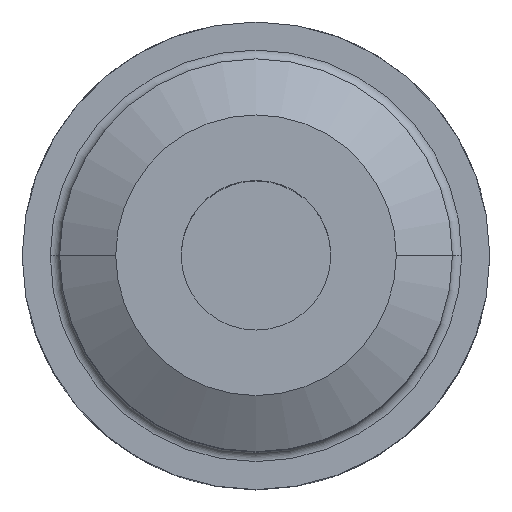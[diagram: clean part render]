
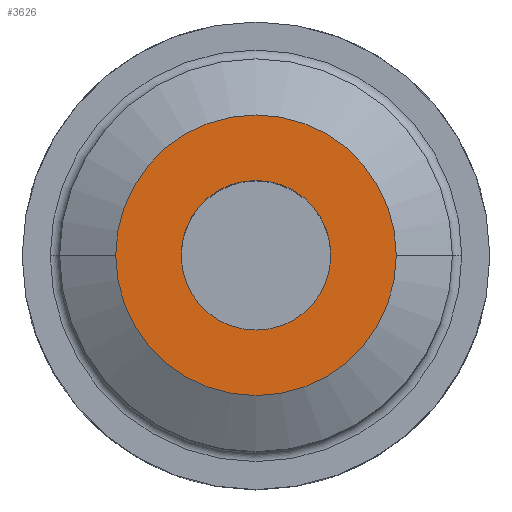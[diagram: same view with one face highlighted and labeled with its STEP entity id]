
A CAD part, top view. The second image highlights one B-rep face of the part: STEP entity #3626.
In plain terms, the highlighted planar face has unit normal (0, 0, 1).
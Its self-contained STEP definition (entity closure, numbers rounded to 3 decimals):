
#256 = VERTEX_POINT ( 'NONE', #2915 ) ;
#348 = PLANE ( 'NONE',  #1480 ) ;
#394 = CIRCLE ( 'NONE', #3631, 8. ) ;
#612 = CARTESIAN_POINT ( 'NONE',  ( 0., 0., 55. ) ) ;
#695 = CARTESIAN_POINT ( 'NONE',  ( -8., 0., 55. ) ) ;
#853 = ORIENTED_EDGE ( 'NONE', *, *, #1750, .F. ) ;
#907 = EDGE_LOOP ( 'NONE', ( #853, #4801 ) ) ;
#950 = VERTEX_POINT ( 'NONE', #4582 ) ;
#954 = EDGE_CURVE ( 'NONE', #950, #3176, #3400, .T. ) ;
#1004 = DIRECTION ( 'NONE',  ( -1., 0., 0. ) ) ;
#1135 = CARTESIAN_POINT ( 'NONE',  ( 0., 15., 55. ) ) ;
#1480 = AXIS2_PLACEMENT_3D ( 'NONE', #1135, #4184, #1905 ) ;
#1562 = EDGE_LOOP ( 'NONE', ( #1781, #2744 ) ) ;
#1750 = EDGE_CURVE ( 'NONE', #3176, #950, #3882, .T. ) ;
#1781 = ORIENTED_EDGE ( 'NONE', *, *, #4284, .T. ) ;
#1905 = DIRECTION ( 'NONE',  ( 1., 0., 0. ) ) ;
#2062 = FACE_BOUND ( 'NONE', #1562, .T. ) ;
#2064 = VERTEX_POINT ( 'NONE', #695 ) ;
#2141 = DIRECTION ( 'NONE',  ( 0., 0., -1. ) ) ;
#2146 = CARTESIAN_POINT ( 'NONE',  ( 0., 0., 55. ) ) ;
#2190 = CIRCLE ( 'NONE', #2913, 8. ) ;
#2517 = DIRECTION ( 'NONE',  ( -1., 0., 0. ) ) ;
#2742 = AXIS2_PLACEMENT_3D ( 'NONE', #2146, #4786, #2517 ) ;
#2744 = ORIENTED_EDGE ( 'NONE', *, *, #3438, .T. ) ;
#2913 = AXIS2_PLACEMENT_3D ( 'NONE', #612, #3286, #1004 ) ;
#2915 = CARTESIAN_POINT ( 'NONE',  ( 8., 0., 55. ) ) ;
#3176 = VERTEX_POINT ( 'NONE', #3741 ) ;
#3199 = FACE_OUTER_BOUND ( 'NONE', #907, .T. ) ;
#3286 = DIRECTION ( 'NONE',  ( 0., 0., -1. ) ) ;
#3400 = CIRCLE ( 'NONE', #3671, 15. ) ;
#3438 = EDGE_CURVE ( 'NONE', #256, #2064, #394, .T. ) ;
#3626 = ADVANCED_FACE ( 'NONE', ( #2062, #3199 ), #348, .T. ) ;
#3631 = AXIS2_PLACEMENT_3D ( 'NONE', #4415, #2141, #4782 ) ;
#3671 = AXIS2_PLACEMENT_3D ( 'NONE', #3811, #3790, #3772 ) ;
#3741 = CARTESIAN_POINT ( 'NONE',  ( -15., 0., 55. ) ) ;
#3772 = DIRECTION ( 'NONE',  ( -1., 0., 0. ) ) ;
#3790 = DIRECTION ( 'NONE',  ( 0., 0., -1. ) ) ;
#3811 = CARTESIAN_POINT ( 'NONE',  ( 0., 0., 55. ) ) ;
#3882 = CIRCLE ( 'NONE', #2742, 15. ) ;
#4184 = DIRECTION ( 'NONE',  ( 0., 0., 1. ) ) ;
#4284 = EDGE_CURVE ( 'NONE', #2064, #256, #2190, .T. ) ;
#4415 = CARTESIAN_POINT ( 'NONE',  ( 0., 0., 55. ) ) ;
#4582 = CARTESIAN_POINT ( 'NONE',  ( 15., 0., 55. ) ) ;
#4782 = DIRECTION ( 'NONE',  ( -1., 0., 0. ) ) ;
#4786 = DIRECTION ( 'NONE',  ( 0., 0., -1. ) ) ;
#4801 = ORIENTED_EDGE ( 'NONE', *, *, #954, .F. ) ;
